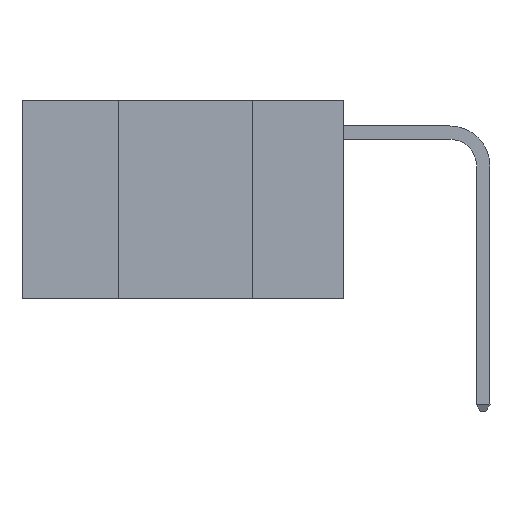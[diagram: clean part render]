
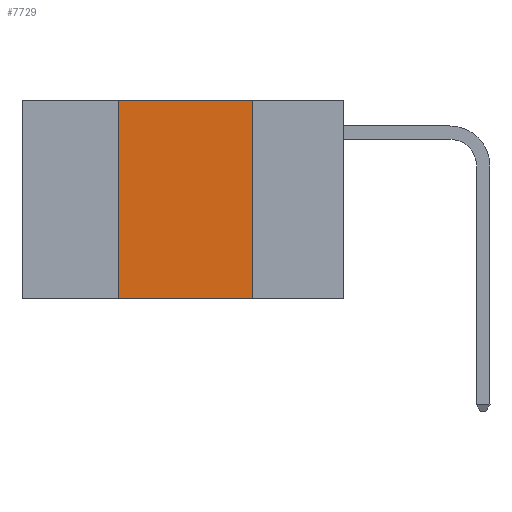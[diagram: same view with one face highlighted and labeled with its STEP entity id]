
A CAD part, left-side view. The second image highlights one B-rep face of the part: STEP entity #7729.
In plain terms, the highlighted planar face has unit normal (-1, 0, 0).
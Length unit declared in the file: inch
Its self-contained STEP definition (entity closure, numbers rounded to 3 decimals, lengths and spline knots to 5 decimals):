
#27 = CARTESIAN_POINT ( 'NONE',  ( 0., 0.6, 0. ) ) ;
#1166 = CARTESIAN_POINT ( 'NONE',  ( 0., 0.17, 0. ) ) ;
#1576 = DIRECTION ( 'NONE',  ( 0., 0., -1. ) ) ;
#1628 = EDGE_CURVE ( 'NONE', #6319, #2241, #6039, .T. ) ;
#2241 = VERTEX_POINT ( 'NONE', #6407 ) ;
#2358 = CARTESIAN_POINT ( 'NONE',  ( 0., 0.42, 0. ) ) ;
#2437 = CARTESIAN_POINT ( 'NONE',  ( 0., 0.42, 0. ) ) ;
#2516 = CARTESIAN_POINT ( 'NONE',  ( 0., 0.17, -0.37 ) ) ;
#2864 = ORIENTED_EDGE ( 'NONE', *, *, #1628, .F. ) ;
#3075 = VECTOR ( 'NONE', #7782, 39.37008 ) ;
#3765 = LINE ( 'NONE', #1166, #3075 ) ;
#3795 = LINE ( 'NONE', #4442, #10534 ) ;
#3996 = VECTOR ( 'NONE', #7207, 39.37008 ) ;
#4442 = CARTESIAN_POINT ( 'NONE',  ( 0., 0.6, -0.37 ) ) ;
#4595 = ORIENTED_EDGE ( 'NONE', *, *, #6120, .F. ) ;
#4790 = AXIS2_PLACEMENT_3D ( 'NONE', #27, #9003, #1576 ) ;
#4901 = ORIENTED_EDGE ( 'NONE', *, *, #5348, .F. ) ;
#5348 = EDGE_CURVE ( 'NONE', #2241, #6449, #3765, .T. ) ;
#6039 = LINE ( 'NONE', #8541, #3996 ) ;
#6120 = EDGE_CURVE ( 'NONE', #7252, #6319, #9848, .T. ) ;
#6204 = ORIENTED_EDGE ( 'NONE', *, *, #9679, .T. ) ;
#6319 = VERTEX_POINT ( 'NONE', #2358 ) ;
#6407 = CARTESIAN_POINT ( 'NONE',  ( 0., 0.17, 0. ) ) ;
#6449 = VERTEX_POINT ( 'NONE', #2516 ) ;
#6620 = PLANE ( 'NONE',  #4790 ) ;
#6683 = VECTOR ( 'NONE', #9041, 39.37008 ) ;
#7207 = DIRECTION ( 'NONE',  ( 0., -1., 0. ) ) ;
#7252 = VERTEX_POINT ( 'NONE', #7312 ) ;
#7312 = CARTESIAN_POINT ( 'NONE',  ( 0., 0.42, -0.37 ) ) ;
#7729 = ADVANCED_FACE ( 'NONE', ( #8950 ), #6620, .F. ) ;
#7782 = DIRECTION ( 'NONE',  ( 0., 0., -1. ) ) ;
#8541 = CARTESIAN_POINT ( 'NONE',  ( 0., 0.6, 0. ) ) ;
#8950 = FACE_OUTER_BOUND ( 'NONE', #10251, .T. ) ;
#9003 = DIRECTION ( 'NONE',  ( 1., 0., 0. ) ) ;
#9041 = DIRECTION ( 'NONE',  ( 0., 0., 1. ) ) ;
#9679 = EDGE_CURVE ( 'NONE', #7252, #6449, #3795, .T. ) ;
#9848 = LINE ( 'NONE', #2437, #6683 ) ;
#10251 = EDGE_LOOP ( 'NONE', ( #4901, #2864, #4595, #6204 ) ) ;
#10392 = DIRECTION ( 'NONE',  ( 0., -1., 0. ) ) ;
#10534 = VECTOR ( 'NONE', #10392, 39.37008 ) ;
